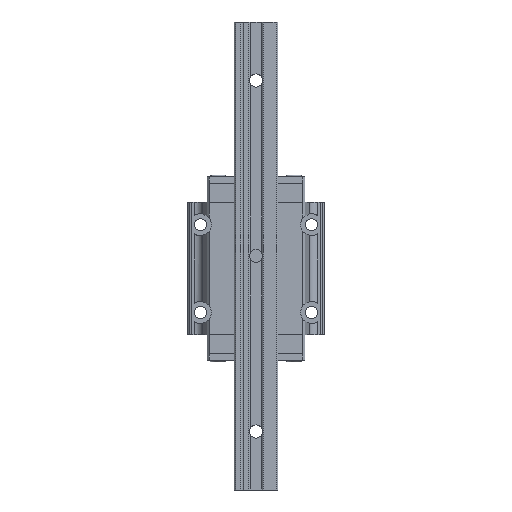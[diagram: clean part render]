
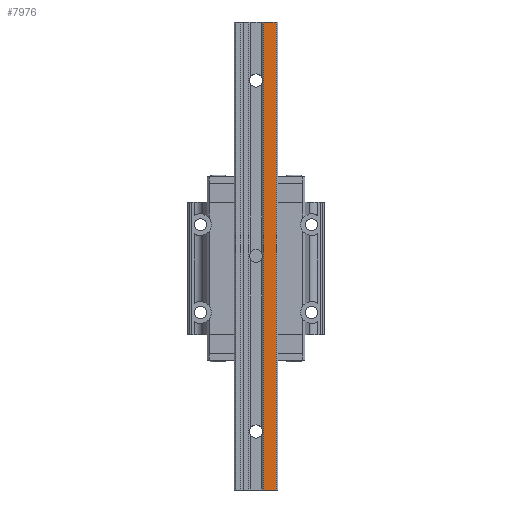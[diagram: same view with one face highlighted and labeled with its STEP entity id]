
A CAD part, front view. The second image highlights one B-rep face of the part: STEP entity #7976.
In plain terms, the highlighted planar face has unit normal (0, -1, 0).
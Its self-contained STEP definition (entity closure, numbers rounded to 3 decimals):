
#622 = DIRECTION ( 'NONE',  ( 1., 0., 0. ) ) ;
#1063 = VERTEX_POINT ( 'NONE', #8152 ) ;
#1400 = CARTESIAN_POINT ( 'NONE',  ( 14.4, 0., -160. ) ) ;
#1422 = ORIENTED_EDGE ( 'NONE', *, *, #7187, .T. ) ;
#1468 = EDGE_CURVE ( 'NONE', #8271, #8206, #5864, .T. ) ;
#1600 = DIRECTION ( 'NONE',  ( 0., 0., -1. ) ) ;
#1683 = CARTESIAN_POINT ( 'NONE',  ( 10., 0., -160. ) ) ;
#1931 = ORIENTED_EDGE ( 'NONE', *, *, #7234, .T. ) ;
#2052 = AXIS2_PLACEMENT_3D ( 'NONE', #3708, #2659, #1600 ) ;
#2066 = VECTOR ( 'NONE', #3740, 1000. ) ;
#2659 = DIRECTION ( 'NONE',  ( 0., -1., 0. ) ) ;
#2736 = LINE ( 'NONE', #1683, #2909 ) ;
#2909 = VECTOR ( 'NONE', #622, 1000. ) ;
#3232 = DIRECTION ( 'NONE',  ( 0., 0., 1. ) ) ;
#3708 = CARTESIAN_POINT ( 'NONE',  ( 10., 0., -160. ) ) ;
#3737 = VERTEX_POINT ( 'NONE', #1400 ) ;
#3740 = DIRECTION ( 'NONE',  ( 0., 0., 1. ) ) ;
#4301 = CARTESIAN_POINT ( 'NONE',  ( 14.4, 0., -160. ) ) ;
#4458 = FACE_OUTER_BOUND ( 'NONE', #5393, .T. ) ;
#4782 = EDGE_CURVE ( 'NONE', #8206, #1063, #9585, .T. ) ;
#4800 = CARTESIAN_POINT ( 'NONE',  ( 10., 0., -160. ) ) ;
#5341 = LINE ( 'NONE', #4301, #10225 ) ;
#5393 = EDGE_LOOP ( 'NONE', ( #7208, #9765, #1931, #1422 ) ) ;
#5864 = LINE ( 'NONE', #4800, #2066 ) ;
#6267 = DIRECTION ( 'NONE',  ( 1., 0., 0. ) ) ;
#6673 = CARTESIAN_POINT ( 'NONE',  ( 10., 0., -160. ) ) ;
#7177 = CARTESIAN_POINT ( 'NONE',  ( 10., 0., 0. ) ) ;
#7187 = EDGE_CURVE ( 'NONE', #3737, #1063, #5341, .T. ) ;
#7208 = ORIENTED_EDGE ( 'NONE', *, *, #4782, .F. ) ;
#7234 = EDGE_CURVE ( 'NONE', #8271, #3737, #2736, .T. ) ;
#7371 = CARTESIAN_POINT ( 'NONE',  ( 10., 0., 0. ) ) ;
#7976 = ADVANCED_FACE ( 'NONE', ( #4458 ), #8047, .T. ) ;
#8047 = PLANE ( 'NONE',  #2052 ) ;
#8152 = CARTESIAN_POINT ( 'NONE',  ( 14.4, 0., 0. ) ) ;
#8206 = VERTEX_POINT ( 'NONE', #7177 ) ;
#8271 = VERTEX_POINT ( 'NONE', #6673 ) ;
#9585 = LINE ( 'NONE', #7371, #9629 ) ;
#9629 = VECTOR ( 'NONE', #6267, 1000. ) ;
#9765 = ORIENTED_EDGE ( 'NONE', *, *, #1468, .F. ) ;
#10225 = VECTOR ( 'NONE', #3232, 1000. ) ;
